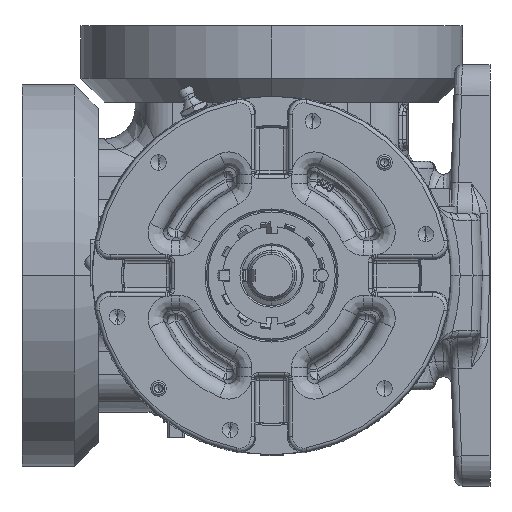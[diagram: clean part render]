
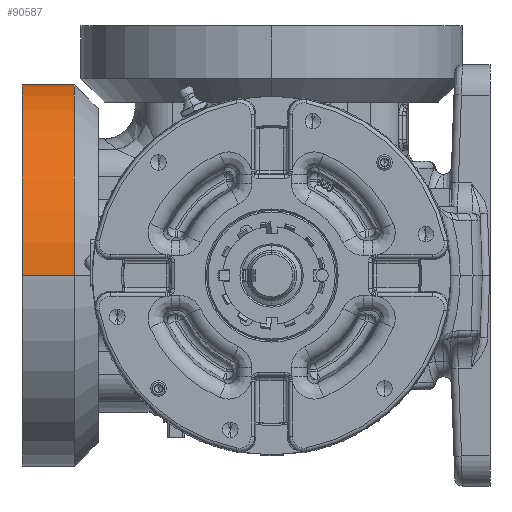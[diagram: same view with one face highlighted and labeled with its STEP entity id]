
A CAD part, left-side view. The second image highlights one B-rep face of the part: STEP entity #90587.
In plain terms, the highlighted cylindrical face has radius 77.724 mm (diameter 155.448 mm), a partial arc.
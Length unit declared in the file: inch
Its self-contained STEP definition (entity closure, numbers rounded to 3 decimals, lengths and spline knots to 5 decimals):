
#5610 = DIRECTION ( 'NONE',  ( -1., 0., 0. ) ) ;
#18476 = CARTESIAN_POINT ( 'NONE',  ( 4.895, 2.4376, 0. ) ) ;
#23326 = CYLINDRICAL_SURFACE ( 'NONE', #28590, 3.06 ) ;
#24626 = VERTEX_POINT ( 'NONE', #130514 ) ;
#28590 = AXIS2_PLACEMENT_3D ( 'NONE', #80200, #136921, #5610 ) ;
#31335 = EDGE_CURVE ( 'NONE', #152419, #24626, #171328, .T. ) ;
#34112 = EDGE_LOOP ( 'NONE', ( #50078, #138055, #35217, #153312 ) ) ;
#35217 = ORIENTED_EDGE ( 'NONE', *, *, #35827, .T. ) ;
#35827 = EDGE_CURVE ( 'NONE', #96420, #24626, #85243, .T. ) ;
#42244 = EDGE_CURVE ( 'NONE', #55436, #96420, #135879, .T. ) ;
#50078 = ORIENTED_EDGE ( 'NONE', *, *, #97099, .F. ) ;
#52371 = DIRECTION ( 'NONE',  ( 0., -1., 0. ) ) ;
#55436 = VERTEX_POINT ( 'NONE', #90017 ) ;
#59442 = VECTOR ( 'NONE', #173052, 39.37008 ) ;
#60430 = LINE ( 'NONE', #18476, #59442 ) ;
#80200 = CARTESIAN_POINT ( 'NONE',  ( 1.835, 2.4376, 0. ) ) ;
#85243 = LINE ( 'NONE', #128901, #112298 ) ;
#90017 = CARTESIAN_POINT ( 'NONE',  ( 4.895, 4., 0. ) ) ;
#90587 = ADVANCED_FACE ( 'Defeatured_0_642', ( #162090 ), #23326, .T. ) ;
#96420 = VERTEX_POINT ( 'NONE', #139376 ) ;
#97099 = EDGE_CURVE ( 'NONE', #55436, #152419, #60430, .T. ) ;
#110791 = DIRECTION ( 'NONE',  ( -1., 0., 0. ) ) ;
#112298 = VECTOR ( 'NONE', #113122, 39.37008 ) ;
#113122 = DIRECTION ( 'NONE',  ( 0., -1., 0. ) ) ;
#128901 = CARTESIAN_POINT ( 'NONE',  ( -1.225, 2.4376, 0. ) ) ;
#130514 = CARTESIAN_POINT ( 'NONE',  ( -1.225, 3.16, 0. ) ) ;
#135879 = CIRCLE ( 'NONE', #150746, 3.06 ) ;
#136921 = DIRECTION ( 'NONE',  ( 0., -1., 0. ) ) ;
#137080 = DIRECTION ( 'NONE',  ( -1., 0., 0. ) ) ;
#138055 = ORIENTED_EDGE ( 'NONE', *, *, #42244, .T. ) ;
#139376 = CARTESIAN_POINT ( 'NONE',  ( -1.225, 4., 0. ) ) ;
#150746 = AXIS2_PLACEMENT_3D ( 'NONE', #155431, #181527, #110791 ) ;
#152419 = VERTEX_POINT ( 'NONE', #159217 ) ;
#153312 = ORIENTED_EDGE ( 'NONE', *, *, #31335, .F. ) ;
#155431 = CARTESIAN_POINT ( 'NONE',  ( 1.835, 4., 0. ) ) ;
#159217 = CARTESIAN_POINT ( 'NONE',  ( 4.895, 3.16, 0. ) ) ;
#162090 = FACE_OUTER_BOUND ( 'NONE', #34112, .T. ) ;
#164069 = CARTESIAN_POINT ( 'NONE',  ( 1.835, 3.16, 0. ) ) ;
#168283 = AXIS2_PLACEMENT_3D ( 'NONE', #164069, #52371, #137080 ) ;
#171328 = CIRCLE ( 'NONE', #168283, 3.06 ) ;
#173052 = DIRECTION ( 'NONE',  ( 0., -1., 0. ) ) ;
#181527 = DIRECTION ( 'NONE',  ( 0., -1., 0. ) ) ;
